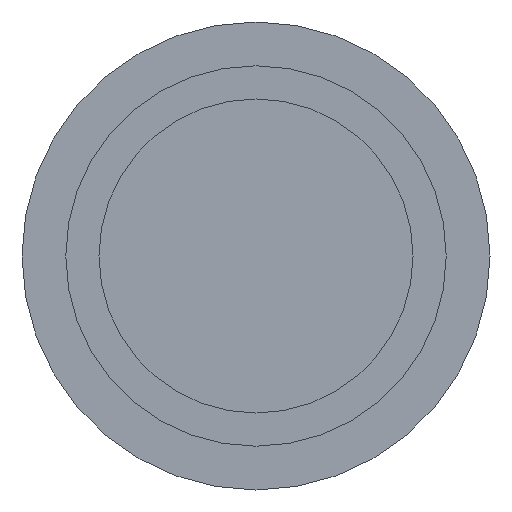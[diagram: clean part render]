
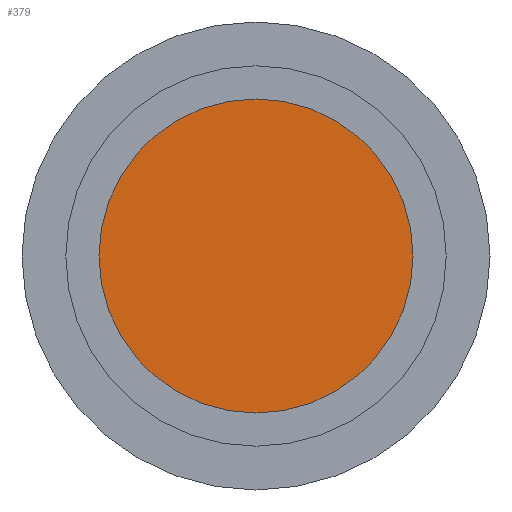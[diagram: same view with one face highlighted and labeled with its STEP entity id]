
A CAD part, left-side view. The second image highlights one B-rep face of the part: STEP entity #379.
In plain terms, the highlighted planar face has unit normal (-1, 0, 0).
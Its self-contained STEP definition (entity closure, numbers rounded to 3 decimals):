
#23 = AXIS2_PLACEMENT_3D ( 'NONE', #439, #103, #325 ) ;
#53 = CARTESIAN_POINT ( 'NONE',  ( -11.168, 0., 0. ) ) ;
#84 = ORIENTED_EDGE ( 'NONE', *, *, #277, .T. ) ;
#100 = CARTESIAN_POINT ( 'NONE',  ( -11.168, -27.618, 0. ) ) ;
#103 = DIRECTION ( 'NONE',  ( -1., 0., 0. ) ) ;
#129 = DIRECTION ( 'NONE',  ( 0., 1., 0. ) ) ;
#148 = DIRECTION ( 'NONE',  ( -1., 0., 0. ) ) ;
#156 = DIRECTION ( 'NONE',  ( 0., -1., 0. ) ) ;
#203 = EDGE_CURVE ( 'NONE', #401, #403, #211, .T. ) ;
#211 = CIRCLE ( 'NONE', #232, 26. ) ;
#232 = AXIS2_PLACEMENT_3D ( 'NONE', #303, #148, #156 ) ;
#238 = AXIS2_PLACEMENT_3D ( 'NONE', #53, #470, #129 ) ;
#277 = EDGE_CURVE ( 'NONE', #403, #401, #464, .T. ) ;
#284 = FACE_OUTER_BOUND ( 'NONE', #438, .T. ) ;
#303 = CARTESIAN_POINT ( 'NONE',  ( -11.168, -1.618, 0. ) ) ;
#318 = PLANE ( 'NONE',  #238 ) ;
#325 = DIRECTION ( 'NONE',  ( 0., -1., 0. ) ) ;
#377 = ORIENTED_EDGE ( 'NONE', *, *, #203, .T. ) ;
#379 = ADVANCED_FACE ( 'NONE', ( #284 ), #318, .F. ) ;
#401 = VERTEX_POINT ( 'NONE', #100 ) ;
#403 = VERTEX_POINT ( 'NONE', #421 ) ;
#421 = CARTESIAN_POINT ( 'NONE',  ( -11.168, 24.382, 0. ) ) ;
#438 = EDGE_LOOP ( 'NONE', ( #377, #84 ) ) ;
#439 = CARTESIAN_POINT ( 'NONE',  ( -11.168, -1.618, 0. ) ) ;
#464 = CIRCLE ( 'NONE', #23, 26. ) ;
#470 = DIRECTION ( 'NONE',  ( 1., 0., 0. ) ) ;
